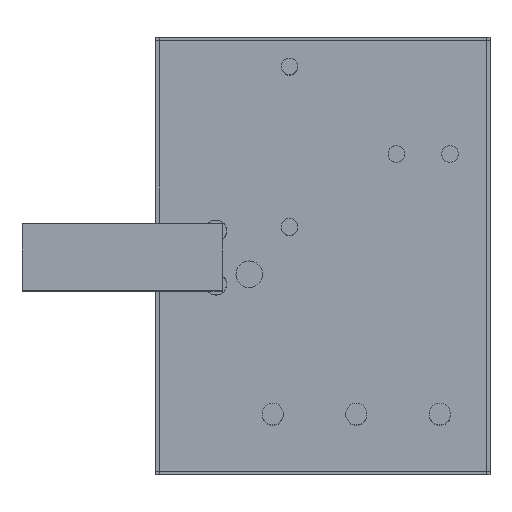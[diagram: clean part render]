
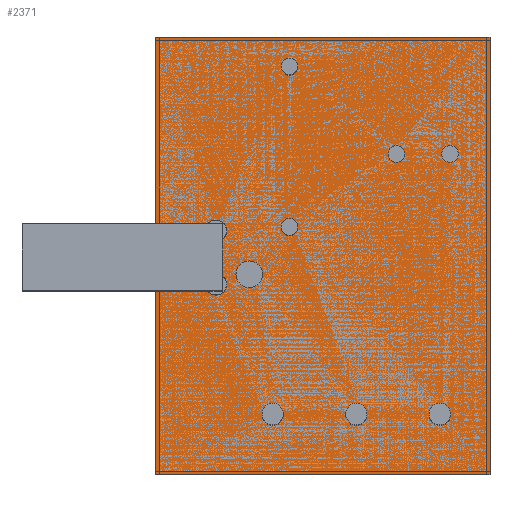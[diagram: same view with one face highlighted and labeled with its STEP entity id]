
A CAD part, top view. The second image highlights one B-rep face of the part: STEP entity #2371.
In plain terms, the highlighted planar face has unit normal (0, 0, 1).
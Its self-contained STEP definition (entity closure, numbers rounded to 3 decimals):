
#2057 = VERTEX_POINT('',#2058);
#2058 = CARTESIAN_POINT('',(0.,0.,3.));
#2065 = PLANE('',#2066);
#2066 = AXIS2_PLACEMENT_3D('',#2067,#2068,#2069);
#2067 = CARTESIAN_POINT('',(0.,0.,0.));
#2068 = DIRECTION('',(1.,0.,-0.));
#2069 = DIRECTION('',(0.,0.,1.));
#2077 = PLANE('',#2078);
#2078 = AXIS2_PLACEMENT_3D('',#2079,#2080,#2081);
#2079 = CARTESIAN_POINT('',(0.,0.,0.));
#2080 = DIRECTION('',(-0.,1.,0.));
#2081 = DIRECTION('',(0.,0.,1.));
#2118 = VERTEX_POINT('',#2119);
#2119 = CARTESIAN_POINT('',(0.,65.5,3.));
#2133 = PLANE('',#2134);
#2134 = AXIS2_PLACEMENT_3D('',#2135,#2136,#2137);
#2135 = CARTESIAN_POINT('',(0.,65.5,0.));
#2136 = DIRECTION('',(-0.,1.,0.));
#2137 = DIRECTION('',(0.,0.,1.));
#2145 = EDGE_CURVE('',#2057,#2118,#2146,.T.);
#2146 = SURFACE_CURVE('',#2147,(#2151,#2158),.PCURVE_S1.);
#2147 = LINE('',#2148,#2149);
#2148 = CARTESIAN_POINT('',(0.,0.,3.));
#2149 = VECTOR('',#2150,1.);
#2150 = DIRECTION('',(-0.,1.,0.));
#2151 = PCURVE('',#2065,#2152);
#2152 = DEFINITIONAL_REPRESENTATION('',(#2153),#2157);
#2153 = LINE('',#2154,#2155);
#2154 = CARTESIAN_POINT('',(3.,0.));
#2155 = VECTOR('',#2156,1.);
#2156 = DIRECTION('',(0.,-1.));
#2157 = ( GEOMETRIC_REPRESENTATION_CONTEXT(2) 
PARAMETRIC_REPRESENTATION_CONTEXT() REPRESENTATION_CONTEXT('2D SPACE',''
  ) );
#2158 = PCURVE('',#2159,#2164);
#2159 = PLANE('',#2160);
#2160 = AXIS2_PLACEMENT_3D('',#2161,#2162,#2163);
#2161 = CARTESIAN_POINT('',(0.,0.,3.));
#2162 = DIRECTION('',(0.,0.,1.));
#2163 = DIRECTION('',(1.,0.,-0.));
#2164 = DEFINITIONAL_REPRESENTATION('',(#2165),#2169);
#2165 = LINE('',#2166,#2167);
#2166 = CARTESIAN_POINT('',(0.,0.));
#2167 = VECTOR('',#2168,1.);
#2168 = DIRECTION('',(0.,1.));
#2169 = ( GEOMETRIC_REPRESENTATION_CONTEXT(2) 
PARAMETRIC_REPRESENTATION_CONTEXT() REPRESENTATION_CONTEXT('2D SPACE',''
  ) );
#2177 = VERTEX_POINT('',#2178);
#2178 = CARTESIAN_POINT('',(50.,0.,3.));
#2185 = PLANE('',#2186);
#2186 = AXIS2_PLACEMENT_3D('',#2187,#2188,#2189);
#2187 = CARTESIAN_POINT('',(50.,0.,0.));
#2188 = DIRECTION('',(1.,0.,-0.));
#2189 = DIRECTION('',(0.,0.,1.));
#2228 = VERTEX_POINT('',#2229);
#2229 = CARTESIAN_POINT('',(50.,65.5,3.));
#2250 = EDGE_CURVE('',#2177,#2228,#2251,.T.);
#2251 = SURFACE_CURVE('',#2252,(#2256,#2263),.PCURVE_S1.);
#2252 = LINE('',#2253,#2254);
#2253 = CARTESIAN_POINT('',(50.,0.,3.));
#2254 = VECTOR('',#2255,1.);
#2255 = DIRECTION('',(-0.,1.,0.));
#2256 = PCURVE('',#2185,#2257);
#2257 = DEFINITIONAL_REPRESENTATION('',(#2258),#2262);
#2258 = LINE('',#2259,#2260);
#2259 = CARTESIAN_POINT('',(3.,0.));
#2260 = VECTOR('',#2261,1.);
#2261 = DIRECTION('',(0.,-1.));
#2262 = ( GEOMETRIC_REPRESENTATION_CONTEXT(2) 
PARAMETRIC_REPRESENTATION_CONTEXT() REPRESENTATION_CONTEXT('2D SPACE',''
  ) );
#2263 = PCURVE('',#2159,#2264);
#2264 = DEFINITIONAL_REPRESENTATION('',(#2265),#2269);
#2265 = LINE('',#2266,#2267);
#2266 = CARTESIAN_POINT('',(50.,0.));
#2267 = VECTOR('',#2268,1.);
#2268 = DIRECTION('',(0.,1.));
#2269 = ( GEOMETRIC_REPRESENTATION_CONTEXT(2) 
PARAMETRIC_REPRESENTATION_CONTEXT() REPRESENTATION_CONTEXT('2D SPACE',''
  ) );
#2296 = EDGE_CURVE('',#2057,#2177,#2297,.T.);
#2297 = SURFACE_CURVE('',#2298,(#2302,#2309),.PCURVE_S1.);
#2298 = LINE('',#2299,#2300);
#2299 = CARTESIAN_POINT('',(0.,0.,3.));
#2300 = VECTOR('',#2301,1.);
#2301 = DIRECTION('',(1.,0.,-0.));
#2302 = PCURVE('',#2077,#2303);
#2303 = DEFINITIONAL_REPRESENTATION('',(#2304),#2308);
#2304 = LINE('',#2305,#2306);
#2305 = CARTESIAN_POINT('',(3.,0.));
#2306 = VECTOR('',#2307,1.);
#2307 = DIRECTION('',(0.,1.));
#2308 = ( GEOMETRIC_REPRESENTATION_CONTEXT(2) 
PARAMETRIC_REPRESENTATION_CONTEXT() REPRESENTATION_CONTEXT('2D SPACE',''
  ) );
#2309 = PCURVE('',#2159,#2310);
#2310 = DEFINITIONAL_REPRESENTATION('',(#2311),#2315);
#2311 = LINE('',#2312,#2313);
#2312 = CARTESIAN_POINT('',(0.,0.));
#2313 = VECTOR('',#2314,1.);
#2314 = DIRECTION('',(1.,0.));
#2315 = ( GEOMETRIC_REPRESENTATION_CONTEXT(2) 
PARAMETRIC_REPRESENTATION_CONTEXT() REPRESENTATION_CONTEXT('2D SPACE',''
  ) );
#2343 = EDGE_CURVE('',#2118,#2228,#2344,.T.);
#2344 = SURFACE_CURVE('',#2345,(#2349,#2356),.PCURVE_S1.);
#2345 = LINE('',#2346,#2347);
#2346 = CARTESIAN_POINT('',(0.,65.5,3.));
#2347 = VECTOR('',#2348,1.);
#2348 = DIRECTION('',(1.,0.,-0.));
#2349 = PCURVE('',#2133,#2350);
#2350 = DEFINITIONAL_REPRESENTATION('',(#2351),#2355);
#2351 = LINE('',#2352,#2353);
#2352 = CARTESIAN_POINT('',(3.,0.));
#2353 = VECTOR('',#2354,1.);
#2354 = DIRECTION('',(0.,1.));
#2355 = ( GEOMETRIC_REPRESENTATION_CONTEXT(2) 
PARAMETRIC_REPRESENTATION_CONTEXT() REPRESENTATION_CONTEXT('2D SPACE',''
  ) );
#2356 = PCURVE('',#2159,#2357);
#2357 = DEFINITIONAL_REPRESENTATION('',(#2358),#2362);
#2358 = LINE('',#2359,#2360);
#2359 = CARTESIAN_POINT('',(0.,65.5));
#2360 = VECTOR('',#2361,1.);
#2361 = DIRECTION('',(1.,0.));
#2362 = ( GEOMETRIC_REPRESENTATION_CONTEXT(2) 
PARAMETRIC_REPRESENTATION_CONTEXT() REPRESENTATION_CONTEXT('2D SPACE',''
  ) );
#2371 = ADVANCED_FACE('',(#2372),#2159,.T.);
#2372 = FACE_BOUND('',#2373,.T.);
#2373 = EDGE_LOOP('',(#2374,#2375,#2376,#2377));
#2374 = ORIENTED_EDGE('',*,*,#2145,.F.);
#2375 = ORIENTED_EDGE('',*,*,#2296,.T.);
#2376 = ORIENTED_EDGE('',*,*,#2250,.T.);
#2377 = ORIENTED_EDGE('',*,*,#2343,.F.);
